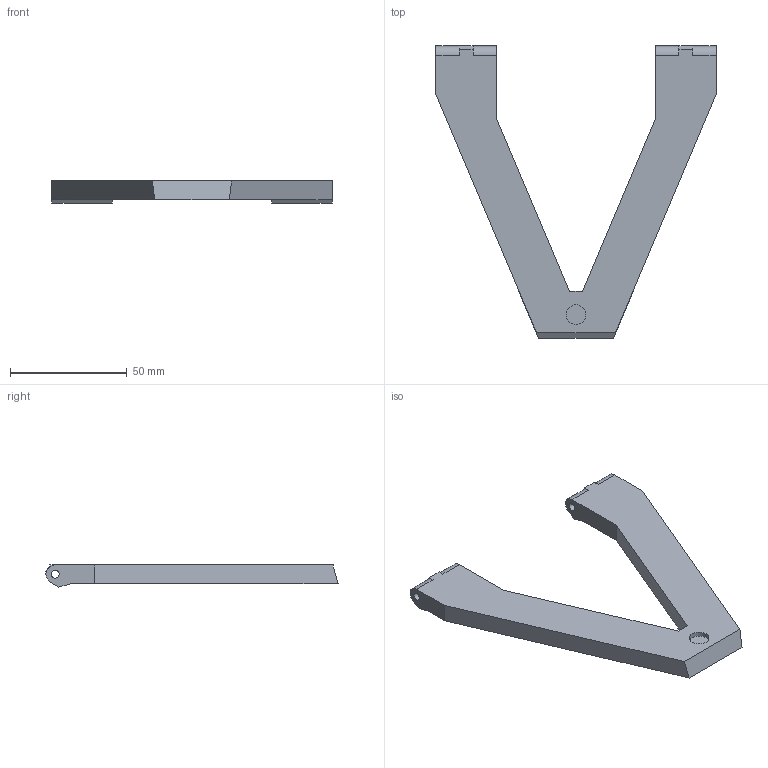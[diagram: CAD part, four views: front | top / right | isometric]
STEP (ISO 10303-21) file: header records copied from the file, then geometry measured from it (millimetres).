
FILE_DESCRIPTION(/* description */ (''),/* implementation_level */ '2;1');
FILE_NAME(/* name */ 'hinge.stp',/* time_stamp */ '2022-09-25T14:48:31+02:00',/* author */ ('ahoel'),/* organization */ ('chaozlabs'),/* preprocessor_version */ 'ST-DEVELOPER v17.2',/* originating_system */ 'Autodesk Inventor 2019',/* authorisation */ '');
FILE_SCHEMA (('AUTOMOTIVE_DESIGN { 1 0 10303 214 3 1 1 }'));
Length unit declared in the file: millimetre
Products named in the file (1): hinge
Bounding box: 120 x 125.07 x 9.46 mm (x, y, z)
Volume: 43852.7 mm3; surface area: 16167.6 mm2
Topology: 1 solids, 1 shells, 34 faces, 91 edges, 60 vertices
Faces by surface type: plane 29, cylinder 5
Full cylindrical faces by diameter (mm): 3.3 x2, 8.5 x1
Entity records: 1108 total; most frequent: CARTESIAN_POINT 186, ORIENTED_EDGE 182, DIRECTION 181, EDGE_CURVE 91, LINE 71, VECTOR 71, VERTEX_POINT 60, AXIS2_PLACEMENT_3D 55
